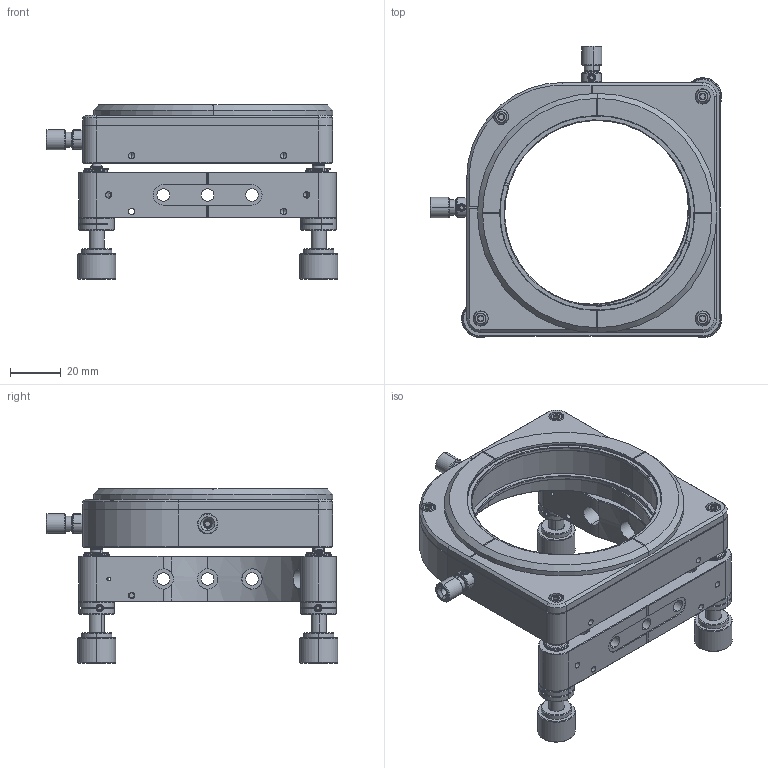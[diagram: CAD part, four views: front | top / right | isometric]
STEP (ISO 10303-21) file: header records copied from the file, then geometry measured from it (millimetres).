
FILE_DESCRIPTION (( 'STEP AP203' ), '1' );
FILE_NAME ('5轴光学调整架 可夹持尺寸76.2mm.STEP', '2023-08-15T06:39:08', ( 'Windows User' ), ( 'P R C' ), 'SwSTEP 2.0', 'SolidWorks 2020', '' );
FILE_SCHEMA (( 'CONFIG_CONTROL_DESIGN' ));
Products named in the file (1): 5轴光学调整架 可夹持尺寸76.2mm
Bounding box: 114.94 x 114.94 x 68.66 mm (x, y, z)
Volume: 135527.4 mm3; surface area: 84323.6 mm2
Topology: 48 solids, 48 shells, 1509 faces, 3617 edges, 2212 vertices
Faces by surface type: cylinder 564, plane 501, cone 370, bspline 74
Entity records: 47831 total; most frequent: CARTESIAN_POINT 12605, DIRECTION 7562, ORIENTED_EDGE 7118, EDGE_CURVE 3559, AXIS2_PLACEMENT_3D 2911, VERTEX_POINT 2212, VECTOR 1740, LINE 1740
